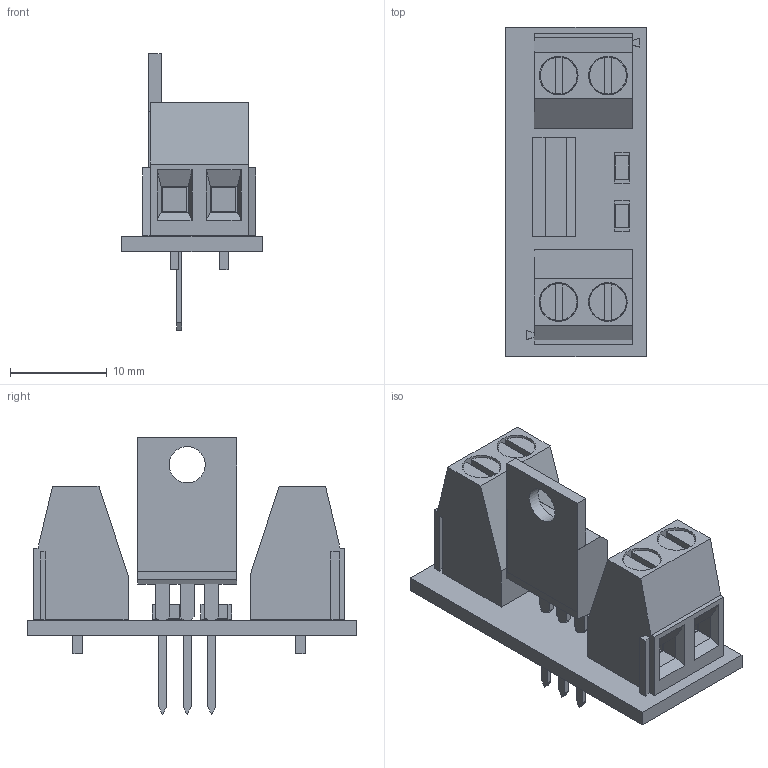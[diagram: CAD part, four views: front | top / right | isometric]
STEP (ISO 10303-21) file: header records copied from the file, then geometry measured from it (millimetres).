
FILE_DESCRIPTION(('KiCad electronic assembly'),'2;1');
FILE_NAME('prova1.step','2024-10-01T15:43:55',('Pcbnew'),('Kicad'), 'Open CASCADE STEP processor 7.8','KiCad to STEP converter','Unknown' );
FILE_SCHEMA(('AUTOMOTIVE_DESIGN { 1 0 10303 214 1 1 1 1 }'));
Length unit declared in the file: millimetre
Products named in the file (8): prova1 1; TerminalBlock_Phoenix_MKDS-1,5-2-5.08_1x02_P5.08mm_Horizontal; TerminalBlock_Phoenix_MKDS_15_2_508_1x02_P508mm_Horizontal; C_1206_3216Metric; TO-220-3_Vertical; _autosave-prova1_PCB
Assembly tree (9 placements, depth 3):
  prova1 1
    TerminalBlock_Phoenix_MKDS-1,5-2-5.08_1x02_P5.08mm_Horizontal  x2
      TerminalBlock_Phoenix_MKDS_15_2_508_1x02_P508mm_Horizontal
    C_1206_3216Metric  x2
      C_1206_3216Metric
    TO-220-3_Vertical
      TO-220-3_Vertical
    _autosave-prova1_PCB
Bounding box: 14.5 x 34 x 28.52 mm (x, y, z)
Volume: 3314.4 mm3; surface area: 4523.1 mm2
Topology: 6 solids, 6 shells, 295 faces, 765 edges, 494 vertices
Faces by surface type: plane 239, cylinder 40, bspline 16
Full cylindrical faces by diameter (mm): 1.1 x3, 1.3 x4, 3.735 x1, 3.8 x4, 4 x4
Entity records: 6769 total; most frequent: CARTESIAN_POINT 992, ORIENTED_EDGE 936, DIRECTION 900, EDGE_CURVE 468, LINE 380, VECTOR 380, VERTEX_POINT 304, AXIS2_PLACEMENT_3D 260
